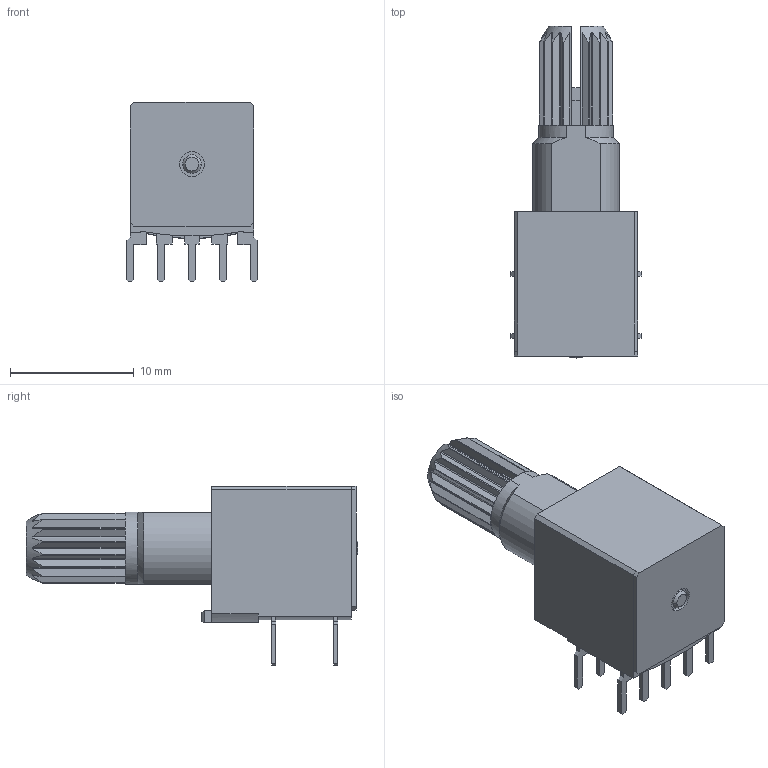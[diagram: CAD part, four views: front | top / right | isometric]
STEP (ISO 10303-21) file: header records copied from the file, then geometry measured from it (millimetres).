
FILE_DESCRIPTION (( 'STEP AP214' ), '1' );
FILE_NAME ('SRBM120700.STEP', '2011-12-08T11:02:32', ( ' ' ), ( '' ), 'SwSTEP 2.0', 'SolidWorks 2010', '' );
FILE_SCHEMA (( 'AUTOMOTIVE_DESIGN' ));
Length unit declared in the file: millimetre
Products named in the file (1): SRBM120700
Bounding box: 10.6 x 26.8 x 14.5 mm (x, y, z)
Volume: 1650.8 mm3; surface area: 1160.9 mm2
Topology: 1 solids, 1 shells, 254 faces, 729 edges, 484 vertices
Faces by surface type: plane 233, cylinder 12, cone 9
Entity records: 11023 total; most frequent: CARTESIAN_POINT 1666, ORIENTED_EDGE 1458, DIRECTION 1267, EDGE_CURVE 729, VECTOR 569, LINE 569, VERTEX_POINT 484, AXIS2_PLACEMENT_3D 349
